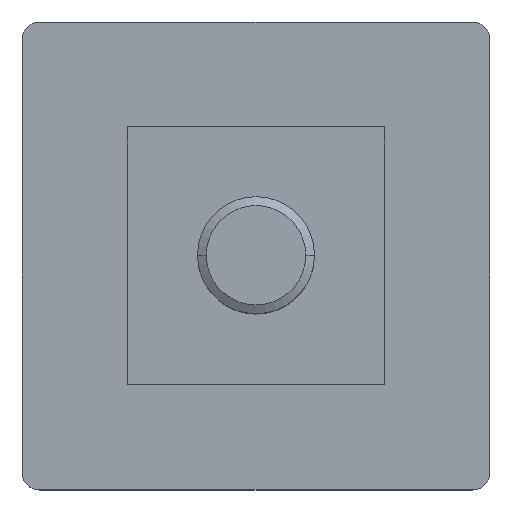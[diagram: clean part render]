
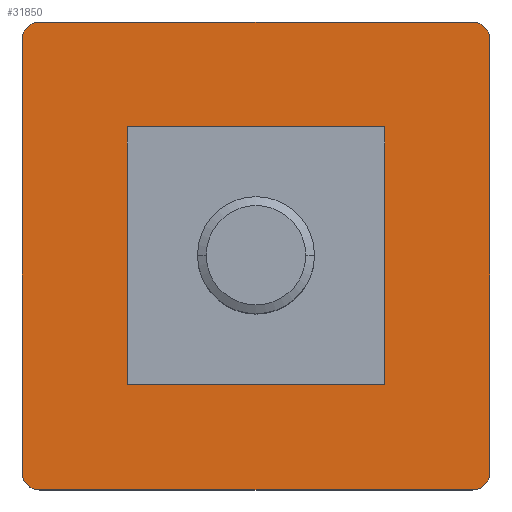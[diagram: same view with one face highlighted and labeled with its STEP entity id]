
A CAD part, top view. The second image highlights one B-rep face of the part: STEP entity #31850.
In plain terms, the highlighted planar face has unit normal (0, 0, 1).
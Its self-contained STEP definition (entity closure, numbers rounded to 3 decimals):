
#30760=CARTESIAN_POINT('',(0.,0.,5.));
#30770=DIRECTION('',(0.,0.,1.));
#30780=DIRECTION('',(1.,0.,0.));
#30790=AXIS2_PLACEMENT_3D('',#30760,#30770,#30780);
#30800=PLANE('',#30790);
#30810=CARTESIAN_POINT('',(0.,31.,5.));
#30820=DIRECTION('',(-1.,0.,0.));
#30830=VECTOR('',#30820,1.);
#30840=LINE('',#30810,#30830);
#30850=CARTESIAN_POINT('',(31.,31.,5.));
#30860=VERTEX_POINT('',#30850);
#30870=CARTESIAN_POINT('',(9.,31.,5.));
#30880=VERTEX_POINT('',#30870);
#30890=EDGE_CURVE('',#30860,#30880,#30840,.T.);
#30900=ORIENTED_EDGE('',*,*,#30890,.F.);
#30910=CARTESIAN_POINT('',(9.,0.,5.));
#30920=DIRECTION('',(0.,-1.,0.));
#30930=VECTOR('',#30920,1.);
#30940=LINE('',#30910,#30930);
#30950=CARTESIAN_POINT('',(9.,9.,5.));
#30960=VERTEX_POINT('',#30950);
#30970=EDGE_CURVE('',#30880,#30960,#30940,.T.);
#30980=ORIENTED_EDGE('',*,*,#30970,.F.);
#30990=CARTESIAN_POINT('',(0.,9.,5.));
#31000=DIRECTION('',(1.,0.,0.));
#31010=VECTOR('',#31000,1.);
#31020=LINE('',#30990,#31010);
#31030=CARTESIAN_POINT('',(31.,9.,5.));
#31040=VERTEX_POINT('',#31030);
#31050=EDGE_CURVE('',#30960,#31040,#31020,.T.);
#31060=ORIENTED_EDGE('',*,*,#31050,.F.);
#31070=CARTESIAN_POINT('',(31.,0.,5.));
#31080=DIRECTION('',(0.,1.,0.));
#31090=VECTOR('',#31080,1.);
#31100=LINE('',#31070,#31090);
#31110=EDGE_CURVE('',#31040,#30860,#31100,.T.);
#31120=ORIENTED_EDGE('',*,*,#31110,.F.);
#31130=EDGE_LOOP('',(#31120,#31060,#30980,#30900));
#31140=FACE_BOUND('',#31130,.T.);
#31150=CARTESIAN_POINT('',(1.5,38.5,5.));
#31160=DIRECTION('',(0.,0.,-1.));
#31170=DIRECTION('',(-1.,0.,0.));
#31180=AXIS2_PLACEMENT_3D('',#31150,#31160,#31170);
#31190=CIRCLE('',#31180,1.5);
#31200=CARTESIAN_POINT('',(0.,38.5,5.));
#31210=VERTEX_POINT('',#31200);
#31220=CARTESIAN_POINT('',(1.5,40.,5.));
#31230=VERTEX_POINT('',#31220);
#31240=EDGE_CURVE('',#31210,#31230,#31190,.T.);
#31250=ORIENTED_EDGE('',*,*,#31240,.F.);
#31260=CARTESIAN_POINT('',(40.,40.,5.));
#31270=DIRECTION('',(-1.,0.,0.));
#31280=VECTOR('',#31270,1.);
#31290=LINE('',#31260,#31280);
#31300=CARTESIAN_POINT('',(38.5,40.,5.));
#31310=VERTEX_POINT('',#31300);
#31320=EDGE_CURVE('',#31310,#31230,#31290,.T.);
#31330=ORIENTED_EDGE('',*,*,#31320,.T.);
#31340=CARTESIAN_POINT('',(38.5,38.5,5.));
#31350=DIRECTION('',(0.,0.,1.));
#31360=DIRECTION('',(1.,0.,0.));
#31370=AXIS2_PLACEMENT_3D('',#31340,#31350,#31360);
#31380=CIRCLE('',#31370,1.5);
#31390=CARTESIAN_POINT('',(40.,38.5,5.));
#31400=VERTEX_POINT('',#31390);
#31410=EDGE_CURVE('',#31400,#31310,#31380,.T.);
#31420=ORIENTED_EDGE('',*,*,#31410,.T.);
#31430=CARTESIAN_POINT('',(40.,0.,5.));
#31440=DIRECTION('',(0.,1.,0.));
#31450=VECTOR('',#31440,1.);
#31460=LINE('',#31430,#31450);
#31470=CARTESIAN_POINT('',(40.,1.5,5.));
#31480=VERTEX_POINT('',#31470);
#31490=EDGE_CURVE('',#31480,#31400,#31460,.T.);
#31500=ORIENTED_EDGE('',*,*,#31490,.T.);
#31510=CARTESIAN_POINT('',(38.5,1.5,5.));
#31520=DIRECTION('',(0.,0.,1.));
#31530=DIRECTION('',(1.,0.,0.));
#31540=AXIS2_PLACEMENT_3D('',#31510,#31520,#31530);
#31550=CIRCLE('',#31540,1.5);
#31560=CARTESIAN_POINT('',(38.5,0.,5.));
#31570=VERTEX_POINT('',#31560);
#31580=EDGE_CURVE('',#31570,#31480,#31550,.T.);
#31590=ORIENTED_EDGE('',*,*,#31580,.T.);
#31600=CARTESIAN_POINT('',(0.,0.,5.));
#31610=DIRECTION('',(1.,0.,0.));
#31620=VECTOR('',#31610,1.);
#31630=LINE('',#31600,#31620);
#31640=CARTESIAN_POINT('',(1.5,0.,5.));
#31650=VERTEX_POINT('',#31640);
#31660=EDGE_CURVE('',#31650,#31570,#31630,.T.);
#31670=ORIENTED_EDGE('',*,*,#31660,.T.);
#31680=CARTESIAN_POINT('',(1.5,1.5,5.));
#31690=DIRECTION('',(0.,0.,1.));
#31700=DIRECTION('',(1.,0.,0.));
#31710=AXIS2_PLACEMENT_3D('',#31680,#31690,#31700);
#31720=CIRCLE('',#31710,1.5);
#31730=CARTESIAN_POINT('',(0.,1.5,5.));
#31740=VERTEX_POINT('',#31730);
#31750=EDGE_CURVE('',#31740,#31650,#31720,.T.);
#31760=ORIENTED_EDGE('',*,*,#31750,.T.);
#31770=CARTESIAN_POINT('',(0.,40.,5.));
#31780=DIRECTION('',(0.,-1.,0.));
#31790=VECTOR('',#31780,1.);
#31800=LINE('',#31770,#31790);
#31810=EDGE_CURVE('',#31210,#31740,#31800,.T.);
#31820=ORIENTED_EDGE('',*,*,#31810,.T.);
#31830=EDGE_LOOP('',(#31820,#31760,#31670,#31590,#31500,#31420,#31330,
#31250));
#31840=FACE_OUTER_BOUND('',#31830,.T.);
#31850=ADVANCED_FACE('',(#31140,#31840),#30800,.T.);
